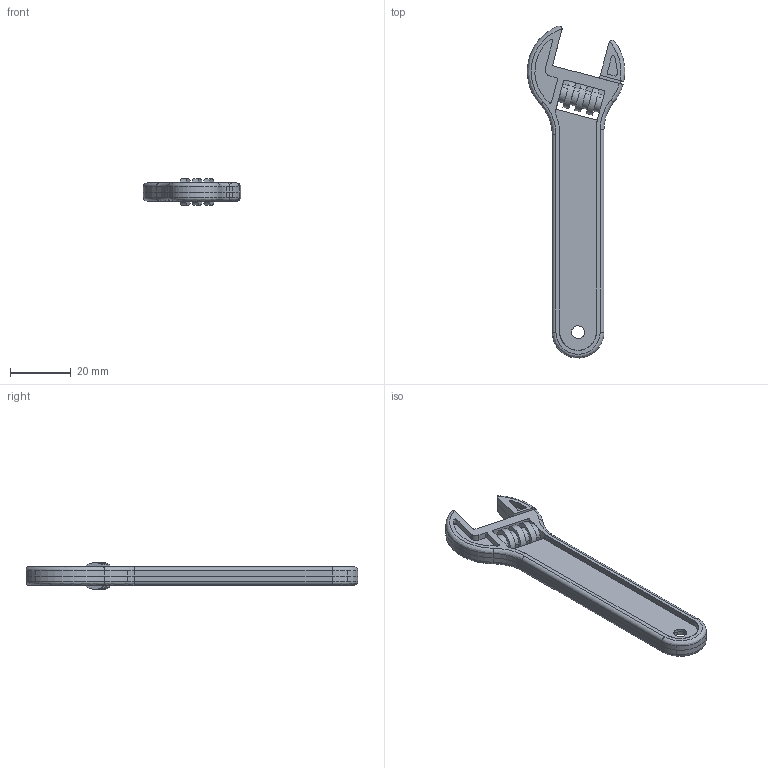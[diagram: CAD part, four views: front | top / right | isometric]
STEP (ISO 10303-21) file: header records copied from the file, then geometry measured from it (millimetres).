
FILE_DESCRIPTION((''),'2;1');
FILE_NAME('ACH.stp','2020-07-14T20:57:26',(''),(''),'AutoCAD STEP 2000i','AutoCAD 2000i',', , ');
FILE_SCHEMA(('CONFIG_CONTROL_DESIGN'));
Length unit declared in the file: millimetre
Products named in the file (2): ACH; PART1
Assembly tree (1 placements, depth 2):
  ACH
    PART1
Bounding box: 32.16 x 109.58 x 8.82 mm (x, y, z)
Volume: 6892.2 mm3; surface area: 6520.4 mm2
Topology: 1 solids, 1 shells, 232 faces, 802 edges, 576 vertices
Faces by surface type: cylinder 138, plane 74, bspline 20
Entity records: 12983 total; most frequent: CARTESIAN_POINT 5841, ORIENTED_EDGE 1604, DIRECTION 1426, EDGE_CURVE 802, VERTEX_POINT 576, AXIS2_PLACEMENT_3D 534, VECTOR 358, LINE 358
